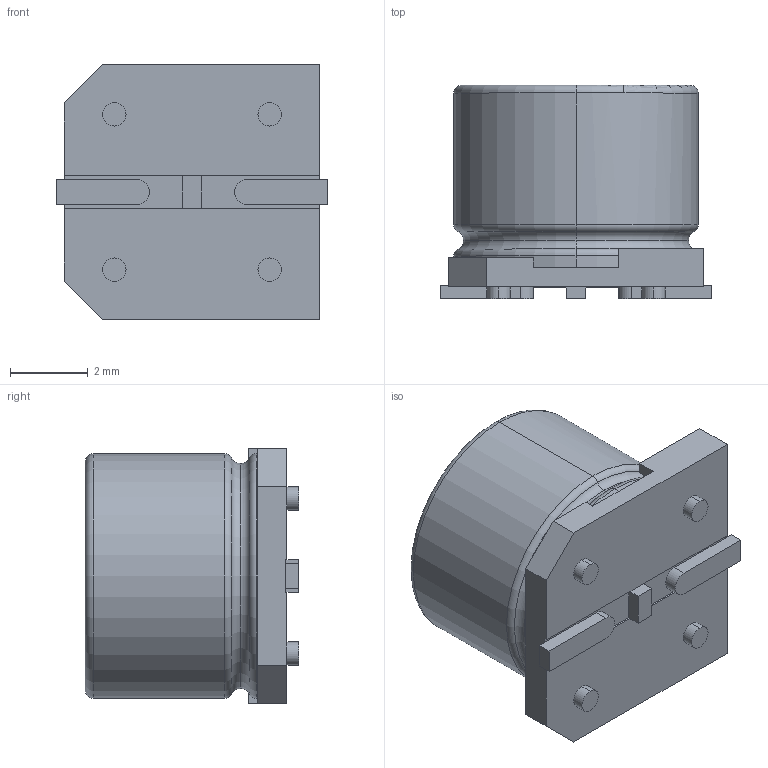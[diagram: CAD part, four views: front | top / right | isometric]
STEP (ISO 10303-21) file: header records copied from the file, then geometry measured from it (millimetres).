
FILE_DESCRIPTION (( 'STEP AP214' ), '1' );
FILE_NAME ('UWX1C101MCL1GB.STEP', '2021-03-29T14:11:55', ( '' ), ( '' ), 'SwSTEP 2.0', 'SolidWorks 2017', '' );
FILE_SCHEMA (( 'AUTOMOTIVE_DESIGN' ));
Length unit declared in the file: millimetre
Products named in the file (1): UWX1C101MCL1GB
Bounding box: 7 x 5.5 x 6.6 mm (x, y, z)
Volume: 170.6 mm3; surface area: 300.8 mm2
Topology: 5 solids, 5 shells, 75 faces, 165 edges, 104 vertices
Faces by surface type: plane 47, cylinder 16, torus 12
Entity records: 2132 total; most frequent: DIRECTION 368, CARTESIAN_POINT 365, ORIENTED_EDGE 330, EDGE_CURVE 165, AXIS2_PLACEMENT_3D 131, LINE 106, VECTOR 106, VERTEX_POINT 104
